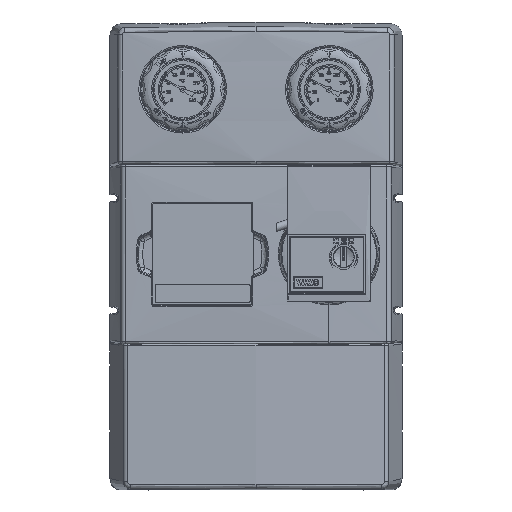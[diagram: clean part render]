
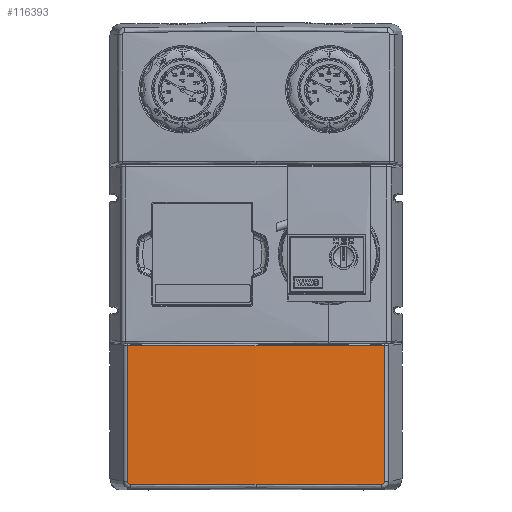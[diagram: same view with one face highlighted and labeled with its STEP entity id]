
A CAD part, top view. The second image highlights one B-rep face of the part: STEP entity #116393.
In plain terms, the highlighted cylindrical face has radius 2000 mm (diameter 4000 mm), a partial arc.
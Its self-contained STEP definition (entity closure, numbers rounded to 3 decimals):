
#116341=AXIS2_PLACEMENT_3D('Cylinder Axis2P3D',#116338,#116339,#116340) ;
#115344=CARTESIAN_POINT('Vertex',(47.39,-218.692,34.229)) ;
#115434=CARTESIAN_POINT('Vertex',(-172.39,-218.692,34.229)) ;
#115438=CARTESIAN_POINT('Control Point',(47.39,-218.692,34.229)) ;
#115439=CARTESIAN_POINT('Control Point',(19.974,-218.745,35.737)) ;
#115440=CARTESIAN_POINT('Control Point',(-7.467,-218.781,36.776)) ;
#115441=CARTESIAN_POINT('Control Point',(-34.923,-218.801,37.343)) ;
#115442=CARTESIAN_POINT('Control Point',(-78.907,-218.806,37.496)) ;
#115443=CARTESIAN_POINT('Control Point',(-122.875,-218.77,36.441)) ;
#115444=CARTESIAN_POINT('Control Point',(-139.388,-218.75,35.874)) ;
#115445=CARTESIAN_POINT('Control Point',(-155.893,-218.724,35.137)) ;
#115446=CARTESIAN_POINT('Control Point',(-172.39,-218.692,34.229)) ;
#116312=CARTESIAN_POINT('Line Origine',(47.39,-278.873,34.229)) ;
#116316=CARTESIAN_POINT('Vertex',(47.39,-335.08,34.229)) ;
#116338=CARTESIAN_POINT('Axis2P3D Location',(-62.5,-279.5,-1962.75)) ;
#116343=CARTESIAN_POINT('Line Origine',(-172.39,-279.5,34.229)) ;
#116347=CARTESIAN_POINT('Vertex',(-172.39,-335.08,34.229)) ;
#116351=CARTESIAN_POINT('Control Point',(-170.108,-337.285,34.353)) ;
#116352=CARTESIAN_POINT('Control Point',(-170.773,-337.286,34.317)) ;
#116353=CARTESIAN_POINT('Control Point',(-171.463,-337.051,34.28)) ;
#116354=CARTESIAN_POINT('Control Point',(-172.096,-336.51,34.245)) ;
#116355=CARTESIAN_POINT('Control Point',(-172.39,-335.776,34.229)) ;
#116356=CARTESIAN_POINT('Control Point',(-172.39,-335.08,34.229)) ;
#116357=CARTESIAN_POINT('Vertex',(-170.108,-337.285,34.353)) ;
#116361=CARTESIAN_POINT('Control Point',(-170.108,-337.285,34.353)) ;
#116362=CARTESIAN_POINT('Control Point',(-134.273,-337.218,36.284)) ;
#116363=CARTESIAN_POINT('Control Point',(-98.387,-337.181,37.25)) ;
#116364=CARTESIAN_POINT('Control Point',(-62.5,-337.181,37.25)) ;
#116365=CARTESIAN_POINT('Vertex',(-62.5,-337.181,37.25)) ;
#116369=CARTESIAN_POINT('Control Point',(45.108,-337.285,34.353)) ;
#116370=CARTESIAN_POINT('Control Point',(9.273,-337.218,36.284)) ;
#116371=CARTESIAN_POINT('Control Point',(-26.613,-337.181,37.25)) ;
#116372=CARTESIAN_POINT('Control Point',(-62.5,-337.181,37.25)) ;
#116373=CARTESIAN_POINT('Vertex',(45.108,-337.285,34.353)) ;
#116377=CARTESIAN_POINT('Control Point',(45.108,-337.285,34.353)) ;
#116378=CARTESIAN_POINT('Control Point',(45.773,-337.286,34.317)) ;
#116379=CARTESIAN_POINT('Control Point',(46.463,-337.051,34.28)) ;
#116380=CARTESIAN_POINT('Control Point',(47.096,-336.51,34.245)) ;
#116381=CARTESIAN_POINT('Control Point',(47.39,-335.776,34.229)) ;
#116382=CARTESIAN_POINT('Control Point',(47.39,-335.08,34.229)) ;
#116313=DIRECTION('Vector Direction',(0.,1.,0.)) ;
#116339=DIRECTION('Axis2P3D Direction',(0.,1.,0.)) ;
#116340=DIRECTION('Axis2P3D XDirection',(-0.056,0.,0.998)) ;
#116344=DIRECTION('Vector Direction',(0.,1.,0.)) ;
#116314=VECTOR('Line Direction',#116313,1.) ;
#116345=VECTOR('Line Direction',#116344,1.) ;
#116385=ORIENTED_EDGE('',*,*,#116349,.F.) ;
#116386=ORIENTED_EDGE('',*,*,#116359,.F.) ;
#116387=ORIENTED_EDGE('',*,*,#116367,.F.) ;
#116388=ORIENTED_EDGE('',*,*,#116375,.T.) ;
#116389=ORIENTED_EDGE('',*,*,#116383,.T.) ;
#116390=ORIENTED_EDGE('',*,*,#116318,.T.) ;
#116391=ORIENTED_EDGE('',*,*,#115447,.T.) ;
#116393=ADVANCED_FACE('PartBody',(#116392),#116342,.T.) ;
#115437=B_SPLINE_CURVE_WITH_KNOTS('',5,(#115438,#115439,#115440,#115441,#115442,#115443,#115444,#115445,#115446),.UNSPECIFIED.,.F.,.U.,(6,3,6),(91.688,285.763,402.543),.UNSPECIFIED.) ;
#116350=B_SPLINE_CURVE_WITH_KNOTS('',5,(#116351,#116352,#116353,#116354,#116355,#116356),.UNSPECIFIED.,.F.,.U.,(6,6),(1.792,10.438),.UNSPECIFIED.) ;
#116360=B_SPLINE_CURVE_WITH_KNOTS('',3,(#116361,#116362,#116363,#116364),.UNSPECIFIED.,.F.,.U.,(4,4),(75.859,227.961),.UNSPECIFIED.) ;
#116368=B_SPLINE_CURVE_WITH_KNOTS('',3,(#116369,#116370,#116371,#116372),.UNSPECIFIED.,.F.,.U.,(4,4),(75.859,227.961),.UNSPECIFIED.) ;
#116376=B_SPLINE_CURVE_WITH_KNOTS('',5,(#116377,#116378,#116379,#116380,#116381,#116382),.UNSPECIFIED.,.F.,.U.,(6,6),(1.792,10.438),.UNSPECIFIED.) ;
#116342=CYLINDRICAL_SURFACE('generated cylinder',#116341,2000.) ;
#115447=EDGE_CURVE('',#115345,#115435,#115437,.T.) ;
#116318=EDGE_CURVE('',#116317,#115345,#116315,.T.) ;
#116349=EDGE_CURVE('',#116348,#115435,#116346,.T.) ;
#116359=EDGE_CURVE('',#116358,#116348,#116350,.T.) ;
#116367=EDGE_CURVE('',#116366,#116358,#116360,.F.) ;
#116375=EDGE_CURVE('',#116366,#116374,#116368,.F.) ;
#116383=EDGE_CURVE('',#116374,#116317,#116376,.T.) ;
#116384=EDGE_LOOP('',(#116385,#116386,#116387,#116388,#116389,#116390,#116391)) ;
#116392=FACE_OUTER_BOUND('',#116384,.T.) ;
#116315=LINE('Line',#116312,#116314) ;
#116346=LINE('Line',#116343,#116345) ;
#115345=VERTEX_POINT('',#115344) ;
#115435=VERTEX_POINT('',#115434) ;
#116317=VERTEX_POINT('',#116316) ;
#116348=VERTEX_POINT('',#116347) ;
#116358=VERTEX_POINT('',#116357) ;
#116366=VERTEX_POINT('',#116365) ;
#116374=VERTEX_POINT('',#116373) ;
